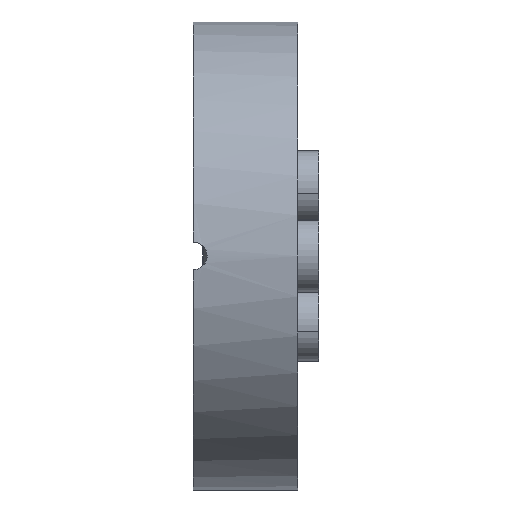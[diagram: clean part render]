
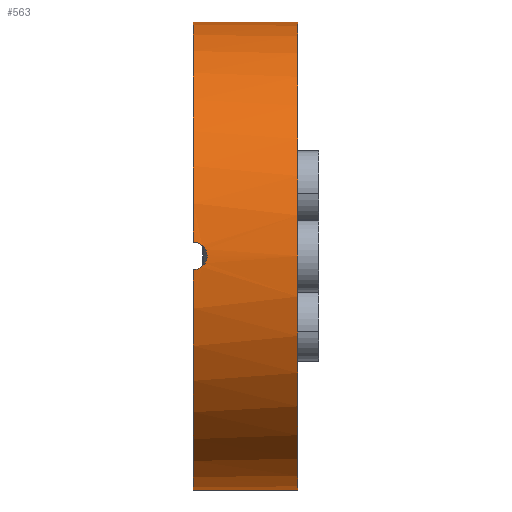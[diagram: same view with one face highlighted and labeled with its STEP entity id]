
A CAD part, left-side view. The second image highlights one B-rep face of the part: STEP entity #563.
In plain terms, the highlighted cylindrical face has radius 17 mm (diameter 34 mm), a partial arc.
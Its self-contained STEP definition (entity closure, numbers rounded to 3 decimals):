
#5 = VECTOR ( 'NONE', #614, 1000. ) ;
#40 = CARTESIAN_POINT ( 'NONE',  ( -16.971, -0.264, -1. ) ) ;
#62 = EDGE_CURVE ( 'NONE', #913, #2118, #1796, .T. ) ;
#67 = VERTEX_POINT ( 'NONE', #298 ) ;
#126 = CARTESIAN_POINT ( 'NONE',  ( 0., 0., 0. ) ) ;
#127 = VERTEX_POINT ( 'NONE', #177 ) ;
#138 = AXIS2_PLACEMENT_3D ( 'NONE', #659, #1022, #1685 ) ;
#177 = CARTESIAN_POINT ( 'NONE',  ( 0., 0., -17. ) ) ;
#178 = CIRCLE ( 'NONE', #138, 17. ) ;
#186 = CARTESIAN_POINT ( 'NONE',  ( -17., -1., 0.131 ) ) ;
#196 = CARTESIAN_POINT ( 'NONE',  ( -16.971, 0., 1. ) ) ;
#268 = DIRECTION ( 'NONE',  ( 0., 0., 1. ) ) ;
#298 = CARTESIAN_POINT ( 'NONE',  ( -16.971, 0., 1. ) ) ;
#303 = FACE_OUTER_BOUND ( 'NONE', #1169, .T. ) ;
#363 = CARTESIAN_POINT ( 'NONE',  ( -16.972, -0.262, 0.974 ) ) ;
#375 = B_SPLINE_CURVE_WITH_KNOTS ( 'NONE', 3,
 ( #196, #2035, #363, #1043, #1525, #1695, #549, #865, #186, #853, #1372, #712, #540, #1516, #40, #1208 ),
 .UNSPECIFIED., .F., .F.,
 ( 4, 2, 2, 2, 2, 2, 2, 4 ),
 ( 0., 0., 0.001, 0.001, 0.002, 0.002, 0.002, 0.003 ),
 .UNSPECIFIED. ) ;
#421 = DIRECTION ( 'NONE',  ( 0., 0., 1. ) ) ;
#475 = VERTEX_POINT ( 'NONE', #1007 ) ;
#540 = CARTESIAN_POINT ( 'NONE',  ( -16.989, -0.801, -0.613 ) ) ;
#549 = CARTESIAN_POINT ( 'NONE',  ( -16.993, -0.874, 0.503 ) ) ;
#563 = ADVANCED_FACE ( 'NONE', ( #303 ), #820, .T. ) ;
#580 = EDGE_CURVE ( 'NONE', #475, #913, #178, .T. ) ;
#614 = DIRECTION ( 'NONE',  ( 0., 1., 0. ) ) ;
#622 = EDGE_CURVE ( 'NONE', #67, #1292, #375, .T. ) ;
#659 = CARTESIAN_POINT ( 'NONE',  ( 0., -7.6, 0. ) ) ;
#682 = CARTESIAN_POINT ( 'NONE',  ( 0., -7.6, -17. ) ) ;
#712 = CARTESIAN_POINT ( 'NONE',  ( -16.993, -0.874, -0.503 ) ) ;
#725 = CARTESIAN_POINT ( 'NONE',  ( 0., 0., 17. ) ) ;
#742 = DIRECTION ( 'NONE',  ( 0., 1., 0. ) ) ;
#759 = CARTESIAN_POINT ( 'NONE',  ( 0., -7.6, 17. ) ) ;
#761 = DIRECTION ( 'NONE',  ( 0., 0., 1. ) ) ;
#810 = AXIS2_PLACEMENT_3D ( 'NONE', #126, #1775, #268 ) ;
#820 = CYLINDRICAL_SURFACE ( 'NONE', #1782, 17. ) ;
#853 = CARTESIAN_POINT ( 'NONE',  ( -17., -1., -0.13 ) ) ;
#865 = CARTESIAN_POINT ( 'NONE',  ( -16.998, -0.974, 0.263 ) ) ;
#883 = VECTOR ( 'NONE', #742, 1000. ) ;
#893 = CARTESIAN_POINT ( 'NONE',  ( -16.971, 0., -1. ) ) ;
#913 = VERTEX_POINT ( 'NONE', #759 ) ;
#920 = LINE ( 'NONE', #682, #883 ) ;
#939 = ORIENTED_EDGE ( 'NONE', *, *, #1846, .F. ) ;
#962 = CIRCLE ( 'NONE', #1106, 17. ) ;
#1007 = CARTESIAN_POINT ( 'NONE',  ( 0., -7.6, -17. ) ) ;
#1022 = DIRECTION ( 'NONE',  ( 0., 1., 0. ) ) ;
#1043 = CARTESIAN_POINT ( 'NONE',  ( -16.978, -0.504, 0.874 ) ) ;
#1092 = CIRCLE ( 'NONE', #810, 17. ) ;
#1106 = AXIS2_PLACEMENT_3D ( 'NONE', #1601, #1481, #761 ) ;
#1169 = EDGE_LOOP ( 'NONE', ( #1344, #1593, #1350, #939, #1489, #1523 ) ) ;
#1208 = CARTESIAN_POINT ( 'NONE',  ( -16.971, 0., -1. ) ) ;
#1292 = VERTEX_POINT ( 'NONE', #893 ) ;
#1319 = CARTESIAN_POINT ( 'NONE',  ( 0., -7.6, 17. ) ) ;
#1344 = ORIENTED_EDGE ( 'NONE', *, *, #1633, .F. ) ;
#1346 = DIRECTION ( 'NONE',  ( 0., 1., 0. ) ) ;
#1350 = ORIENTED_EDGE ( 'NONE', *, *, #62, .T. ) ;
#1372 = CARTESIAN_POINT ( 'NONE',  ( -16.998, -0.974, -0.261 ) ) ;
#1481 = DIRECTION ( 'NONE',  ( 0., 1., 0. ) ) ;
#1489 = ORIENTED_EDGE ( 'NONE', *, *, #622, .T. ) ;
#1491 = CARTESIAN_POINT ( 'NONE',  ( 0., -7.6, 0. ) ) ;
#1516 = CARTESIAN_POINT ( 'NONE',  ( -16.978, -0.521, -0.893 ) ) ;
#1523 = ORIENTED_EDGE ( 'NONE', *, *, #1805, .F. ) ;
#1525 = CARTESIAN_POINT ( 'NONE',  ( -16.981, -0.615, 0.799 ) ) ;
#1593 = ORIENTED_EDGE ( 'NONE', *, *, #580, .T. ) ;
#1601 = CARTESIAN_POINT ( 'NONE',  ( 0., 0., 0. ) ) ;
#1633 = EDGE_CURVE ( 'NONE', #475, #127, #920, .T. ) ;
#1685 = DIRECTION ( 'NONE',  ( 0., 0., 1. ) ) ;
#1695 = CARTESIAN_POINT ( 'NONE',  ( -16.989, -0.799, 0.615 ) ) ;
#1775 = DIRECTION ( 'NONE',  ( 0., 1., 0. ) ) ;
#1782 = AXIS2_PLACEMENT_3D ( 'NONE', #1491, #1346, #421 ) ;
#1796 = LINE ( 'NONE', #1319, #5 ) ;
#1805 = EDGE_CURVE ( 'NONE', #127, #1292, #1092, .T. ) ;
#1846 = EDGE_CURVE ( 'NONE', #67, #2118, #962, .T. ) ;
#2035 = CARTESIAN_POINT ( 'NONE',  ( -16.971, -0.132, 1. ) ) ;
#2118 = VERTEX_POINT ( 'NONE', #725 ) ;
